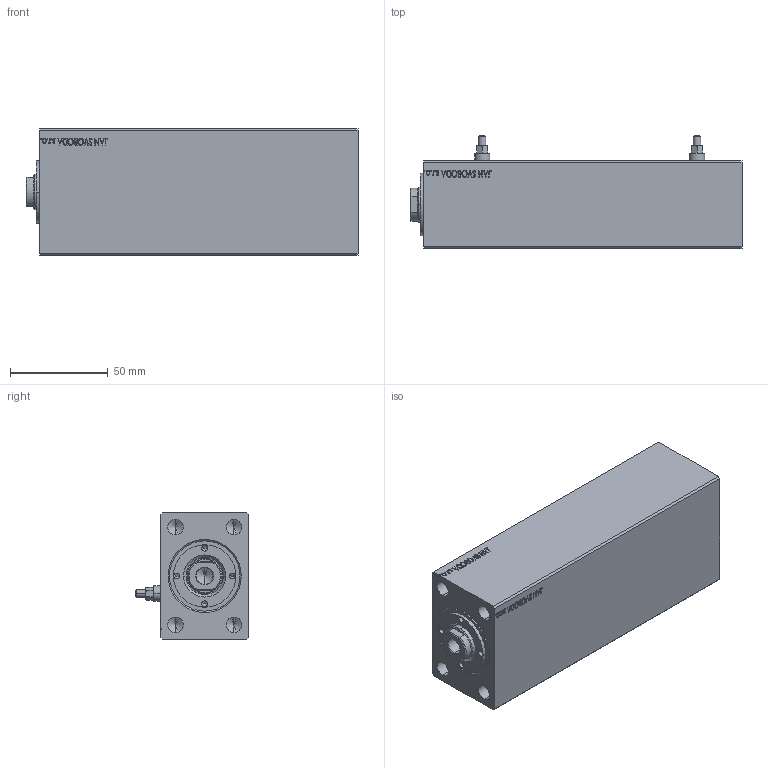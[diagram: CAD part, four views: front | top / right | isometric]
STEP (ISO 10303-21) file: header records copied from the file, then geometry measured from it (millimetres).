
FILE_DESCRIPTION (( 'STEP AP203' ), '1' );
FILE_NAME ('c942.STEP', '2024-02-11T15:08:57', ( '' ), ( '' ), 'SwSTEP 2.0', 'SolidWorks 2019', '' );
FILE_SCHEMA (( 'CONFIG_CONTROL_DESIGN' ));
Length unit declared in the file: millimetre
Products named in the file (5): Zatka_Cushioning3 e724697793cb77c425a7adaa73e7e833; V500CZ_VNIT豊蚠攘ST e724697793cb77c425a7adaa73e7e833; V500CZ e724697793cb77c425a7adaa73e7e833; c942; V500CZ_B_VC e724697793cb77c425a7adaa73e7e833
Assembly tree (5 placements, depth 2):
  c942
    V500CZ e724697793cb77c425a7adaa73e7e833
    V500CZ_VNIT豊蚠攘ST e724697793cb77c425a7adaa73e7e833
    V500CZ_B_VC e724697793cb77c425a7adaa73e7e833
    Zatka_Cushioning3 e724697793cb77c425a7adaa73e7e833  x2
Bounding box: 170 x 58 x 65 mm (x, y, z)
Volume: 445829.9 mm3; surface area: 75016.2 mm2
Topology: 5 solids, 5 shells, 933 faces, 2368 edges, 1544 vertices
Faces by surface type: plane 423, bspline 380, cylinder 74, cone 56
Entity records: 45211 total; most frequent: CARTESIAN_POINT 25364, ORIENTED_EDGE 4572, DIRECTION 2730, EDGE_CURVE 2286, VERTEX_POINT 1510, LINE 1350, VECTOR 1350, EDGE_LOOP 1034
